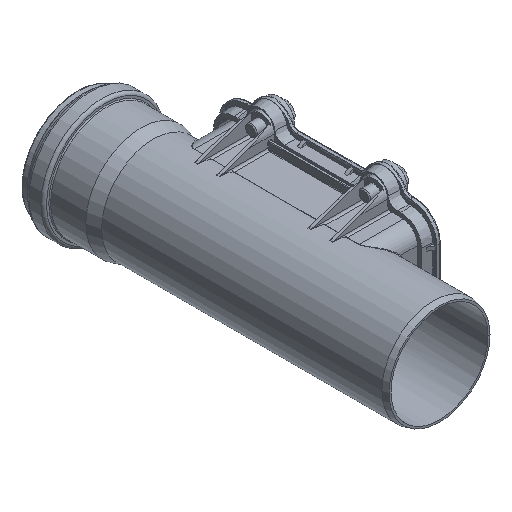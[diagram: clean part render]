
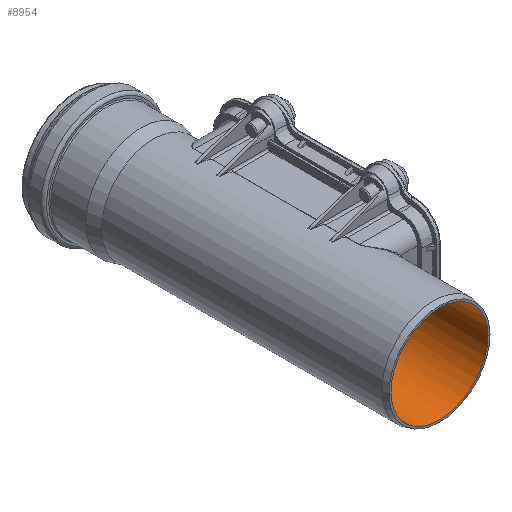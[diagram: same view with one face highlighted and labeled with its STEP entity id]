
A CAD part, isometric view. The second image highlights one B-rep face of the part: STEP entity #8954.
In plain terms, the highlighted cylindrical face has radius 51.35 mm (diameter 102.7 mm), a full revolution.
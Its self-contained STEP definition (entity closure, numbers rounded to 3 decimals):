
#194=FACE_BOUND('',#2849,.T.);
#195=FACE_BOUND('',#2850,.T.);
#569=B_SPLINE_CURVE_WITH_KNOTS('',3,(#14734,#14735,#14736,#14737,#14738,
#14739,#14740,#14741,#14742,#14743,#14744,#14745,#14746,#14747,#14748,#14749,
#14750,#14751),.UNSPECIFIED.,.F.,.F.,(4,2,2,2,2,2,2,2,4),(5.354,
5.445,5.535,5.715,6.135,6.555,
7.508,7.985,8.461),.UNSPECIFIED.);
#570=B_SPLINE_CURVE_WITH_KNOTS('',3,(#14760,#14761,#14762,#14763,#14764,
#14765,#14766,#14767,#14768,#14769,#14770,#14771,#14772,#14773,#14774,#14775,
#14776,#14777),.UNSPECIFIED.,.F.,.F.,(4,2,2,2,2,2,2,2,4),(-3.107,
-2.63,-2.153,-1.2,-0.78,
-0.36,-0.18,-0.09,0.),
 .UNSPECIFIED.);
#571=B_SPLINE_CURVE_WITH_KNOTS('',3,(#14785,#14786,#14787,#14788,#14789,
#14790,#14791,#14792,#14793,#14794,#14795,#14796,#14797,#14798,#14799,#14800,
#14801,#14802),.UNSPECIFIED.,.F.,.F.,(4,2,2,2,2,2,2,2,4),(0.,0.09,
0.18,0.36,0.78,1.2,
2.153,2.63,3.107),.UNSPECIFIED.);
#572=B_SPLINE_CURVE_WITH_KNOTS('',3,(#14810,#14811,#14812,#14813,#14814,
#14815,#14816,#14817,#14818,#14819,#14820,#14821,#14822,#14823,#14824,#14825,
#14826,#14827),.UNSPECIFIED.,.F.,.F.,(4,2,2,2,2,2,2,2,4),(2.248,
2.724,3.201,4.154,4.574,4.994,
5.174,5.264,5.354),.UNSPECIFIED.);
#847=LINE('',#14781,#1479);
#852=LINE('',#14830,#1484);
#1479=VECTOR('',#11330,174.6);
#1484=VECTOR('',#11345,174.6);
#1968=CYLINDRICAL_SURFACE('',#9682,51.35);
#2249=FACE_OUTER_BOUND('',#2848,.T.);
#2848=EDGE_LOOP('',(#6808));
#2849=EDGE_LOOP('',(#6809,#6810,#6811,#6812,#6813,#6814,#6815,#6816));
#2850=EDGE_LOOP('',(#6817));
#3449=CIRCLE('',#9670,51.35);
#3450=CIRCLE('',#9675,51.35);
#3451=CIRCLE('',#9683,51.35);
#3452=CIRCLE('',#9684,51.35);
#4068=VERTEX_POINT('',#14732);
#4069=VERTEX_POINT('',#14733);
#4070=VERTEX_POINT('',#14755);
#4071=VERTEX_POINT('',#14759);
#4072=VERTEX_POINT('',#14780);
#4073=VERTEX_POINT('',#14784);
#4074=VERTEX_POINT('',#14805);
#4075=VERTEX_POINT('',#14809);
#4076=VERTEX_POINT('',#14838);
#4077=VERTEX_POINT('',#14840);
#5043=EDGE_CURVE('',#4068,#4069,#569,.T.);
#5046=EDGE_CURVE('',#4069,#4070,#3449,.T.);
#5048=EDGE_CURVE('',#4070,#4071,#570,.T.);
#5050=EDGE_CURVE('',#4071,#4072,#847,.T.);
#5052=EDGE_CURVE('',#4072,#4073,#571,.T.);
#5054=EDGE_CURVE('',#4073,#4074,#3450,.T.);
#5056=EDGE_CURVE('',#4074,#4075,#572,.T.);
#5058=EDGE_CURVE('',#4075,#4068,#852,.T.);
#5061=EDGE_CURVE('',#4076,#4076,#3451,.T.);
#5062=EDGE_CURVE('',#4077,#4077,#3452,.T.);
#6808=ORIENTED_EDGE('',*,*,#5061,.F.);
#6809=ORIENTED_EDGE('',*,*,#5052,.F.);
#6810=ORIENTED_EDGE('',*,*,#5050,.F.);
#6811=ORIENTED_EDGE('',*,*,#5048,.F.);
#6812=ORIENTED_EDGE('',*,*,#5046,.F.);
#6813=ORIENTED_EDGE('',*,*,#5043,.F.);
#6814=ORIENTED_EDGE('',*,*,#5058,.F.);
#6815=ORIENTED_EDGE('',*,*,#5056,.F.);
#6816=ORIENTED_EDGE('',*,*,#5054,.F.);
#6817=ORIENTED_EDGE('',*,*,#5062,.T.);
#8954=ADVANCED_FACE('',(#2249,#194,#195),#1968,.F.);
#9670=AXIS2_PLACEMENT_3D('',#14756,#11322,#11323);
#9675=AXIS2_PLACEMENT_3D('',#14806,#11337,#11338);
#9682=AXIS2_PLACEMENT_3D('',#14837,#11356,#11357);
#9683=AXIS2_PLACEMENT_3D('',#14839,#11358,#11359);
#9684=AXIS2_PLACEMENT_3D('',#14841,#11360,#11361);
#11322=DIRECTION('center_axis',(0.,1.,0.));
#11323=DIRECTION('ref_axis',(-1.,0.,0.));
#11330=DIRECTION('',(0.,-1.,0.));
#11337=DIRECTION('center_axis',(0.,-1.,0.));
#11338=DIRECTION('ref_axis',(-1.,0.,0.));
#11345=DIRECTION('',(0.,1.,0.));
#11356=DIRECTION('center_axis',(0.,-1.,0.));
#11357=DIRECTION('ref_axis',(0.,0.,-1.));
#11358=DIRECTION('center_axis',(0.,-1.,0.));
#11359=DIRECTION('ref_axis',(1.,0.,0.));
#11360=DIRECTION('center_axis',(0.,-1.,0.));
#11361=DIRECTION('ref_axis',(1.,0.,0.));
#14732=CARTESIAN_POINT('',(10.331,273.6,50.3));
#14733=CARTESIAN_POINT('',(35.292,286.6,37.3));
#14734=CARTESIAN_POINT('Ctrl Pts',(10.331,273.6,50.3));
#14735=CARTESIAN_POINT('Ctrl Pts',(10.331,273.9,50.3));
#14736=CARTESIAN_POINT('Ctrl Pts',(10.383,274.198,50.289));
#14737=CARTESIAN_POINT('Ctrl Pts',(10.572,274.774,50.25));
#14738=CARTESIAN_POINT('Ctrl Pts',(10.709,275.054,50.221));
#14739=CARTESIAN_POINT('Ctrl Pts',(11.202,275.854,50.114));
#14740=CARTESIAN_POINT('Ctrl Pts',(11.639,276.338,50.015));
#14741=CARTESIAN_POINT('Ctrl Pts',(13.055,277.709,49.673));
#14742=CARTESIAN_POINT('Ctrl Pts',(14.27,278.572,49.345));
#14743=CARTESIAN_POINT('Ctrl Pts',(16.758,280.164,48.556));
#14744=CARTESIAN_POINT('Ctrl Pts',(18.035,280.885,48.095));
#14745=CARTESIAN_POINT('Ctrl Pts',(21.849,282.894,46.557));
#14746=CARTESIAN_POINT('Ctrl Pts',(24.745,284.179,45.115));
#14747=CARTESIAN_POINT('Ctrl Pts',(28.92,285.572,42.464));
#14748=CARTESIAN_POINT('Ctrl Pts',(30.286,285.947,41.501));
#14749=CARTESIAN_POINT('Ctrl Pts',(32.895,286.461,39.465));
#14750=CARTESIAN_POINT('Ctrl Pts',(34.138,286.6,38.392));
#14751=CARTESIAN_POINT('Ctrl Pts',(35.292,286.6,37.3));
#14755=CARTESIAN_POINT('',(35.292,286.6,-37.3));
#14756=CARTESIAN_POINT('Origin',(0.,286.6,0.));
#14759=CARTESIAN_POINT('',(10.331,273.6,-50.3));
#14760=CARTESIAN_POINT('Ctrl Pts',(35.292,286.6,-37.3));
#14761=CARTESIAN_POINT('Ctrl Pts',(34.138,286.6,-38.392));
#14762=CARTESIAN_POINT('Ctrl Pts',(32.895,286.461,-39.465));
#14763=CARTESIAN_POINT('Ctrl Pts',(30.286,285.947,-41.501));
#14764=CARTESIAN_POINT('Ctrl Pts',(28.92,285.572,-42.464));
#14765=CARTESIAN_POINT('Ctrl Pts',(24.745,284.179,-45.115));
#14766=CARTESIAN_POINT('Ctrl Pts',(21.849,282.894,-46.557));
#14767=CARTESIAN_POINT('Ctrl Pts',(18.035,280.885,-48.095));
#14768=CARTESIAN_POINT('Ctrl Pts',(16.758,280.164,-48.556));
#14769=CARTESIAN_POINT('Ctrl Pts',(14.27,278.572,-49.345));
#14770=CARTESIAN_POINT('Ctrl Pts',(13.055,277.709,-49.673));
#14771=CARTESIAN_POINT('Ctrl Pts',(11.639,276.338,-50.015));
#14772=CARTESIAN_POINT('Ctrl Pts',(11.202,275.854,-50.114));
#14773=CARTESIAN_POINT('Ctrl Pts',(10.709,275.054,-50.221));
#14774=CARTESIAN_POINT('Ctrl Pts',(10.572,274.774,-50.25));
#14775=CARTESIAN_POINT('Ctrl Pts',(10.383,274.198,-50.289));
#14776=CARTESIAN_POINT('Ctrl Pts',(10.331,273.9,-50.3));
#14777=CARTESIAN_POINT('Ctrl Pts',(10.331,273.6,-50.3));
#14780=CARTESIAN_POINT('',(10.331,99.,-50.3));
#14781=CARTESIAN_POINT('',(10.331,0.,-50.3));
#14784=CARTESIAN_POINT('',(35.292,86.,-37.3));
#14785=CARTESIAN_POINT('Ctrl Pts',(10.331,99.,-50.3));
#14786=CARTESIAN_POINT('Ctrl Pts',(10.331,98.7,-50.3));
#14787=CARTESIAN_POINT('Ctrl Pts',(10.383,98.402,-50.289));
#14788=CARTESIAN_POINT('Ctrl Pts',(10.572,97.826,-50.25));
#14789=CARTESIAN_POINT('Ctrl Pts',(10.709,97.546,-50.221));
#14790=CARTESIAN_POINT('Ctrl Pts',(11.202,96.746,-50.114));
#14791=CARTESIAN_POINT('Ctrl Pts',(11.639,96.262,-50.015));
#14792=CARTESIAN_POINT('Ctrl Pts',(13.055,94.891,-49.673));
#14793=CARTESIAN_POINT('Ctrl Pts',(14.27,94.028,-49.345));
#14794=CARTESIAN_POINT('Ctrl Pts',(16.758,92.436,-48.556));
#14795=CARTESIAN_POINT('Ctrl Pts',(18.035,91.715,-48.095));
#14796=CARTESIAN_POINT('Ctrl Pts',(21.849,89.706,-46.557));
#14797=CARTESIAN_POINT('Ctrl Pts',(24.745,88.421,-45.115));
#14798=CARTESIAN_POINT('Ctrl Pts',(28.92,87.028,-42.464));
#14799=CARTESIAN_POINT('Ctrl Pts',(30.286,86.653,-41.501));
#14800=CARTESIAN_POINT('Ctrl Pts',(32.895,86.139,-39.465));
#14801=CARTESIAN_POINT('Ctrl Pts',(34.138,86.,-38.392));
#14802=CARTESIAN_POINT('Ctrl Pts',(35.292,86.,-37.3));
#14805=CARTESIAN_POINT('',(35.292,86.,37.3));
#14806=CARTESIAN_POINT('Origin',(0.,86.,0.));
#14809=CARTESIAN_POINT('',(10.331,99.,50.3));
#14810=CARTESIAN_POINT('Ctrl Pts',(35.292,86.,37.3));
#14811=CARTESIAN_POINT('Ctrl Pts',(34.138,86.,38.392));
#14812=CARTESIAN_POINT('Ctrl Pts',(32.895,86.139,39.465));
#14813=CARTESIAN_POINT('Ctrl Pts',(30.286,86.653,41.501));
#14814=CARTESIAN_POINT('Ctrl Pts',(28.92,87.028,42.464));
#14815=CARTESIAN_POINT('Ctrl Pts',(24.745,88.421,45.115));
#14816=CARTESIAN_POINT('Ctrl Pts',(21.849,89.706,46.557));
#14817=CARTESIAN_POINT('Ctrl Pts',(18.035,91.715,48.095));
#14818=CARTESIAN_POINT('Ctrl Pts',(16.758,92.436,48.556));
#14819=CARTESIAN_POINT('Ctrl Pts',(14.27,94.028,49.345));
#14820=CARTESIAN_POINT('Ctrl Pts',(13.055,94.891,49.673));
#14821=CARTESIAN_POINT('Ctrl Pts',(11.639,96.262,50.015));
#14822=CARTESIAN_POINT('Ctrl Pts',(11.202,96.746,50.114));
#14823=CARTESIAN_POINT('Ctrl Pts',(10.709,97.546,50.221));
#14824=CARTESIAN_POINT('Ctrl Pts',(10.572,97.826,50.25));
#14825=CARTESIAN_POINT('Ctrl Pts',(10.383,98.402,50.289));
#14826=CARTESIAN_POINT('Ctrl Pts',(10.331,98.7,50.3));
#14827=CARTESIAN_POINT('Ctrl Pts',(10.331,99.,50.3));
#14830=CARTESIAN_POINT('',(10.331,0.,50.3));
#14837=CARTESIAN_POINT('Origin',(0.,151.379,0.));
#14838=CARTESIAN_POINT('',(0.,302.758,-51.35));
#14839=CARTESIAN_POINT('Origin',(0.,302.758,0.));
#14840=CARTESIAN_POINT('',(0.,0.,-51.35));
#14841=CARTESIAN_POINT('Origin',(0.,0.,0.));
